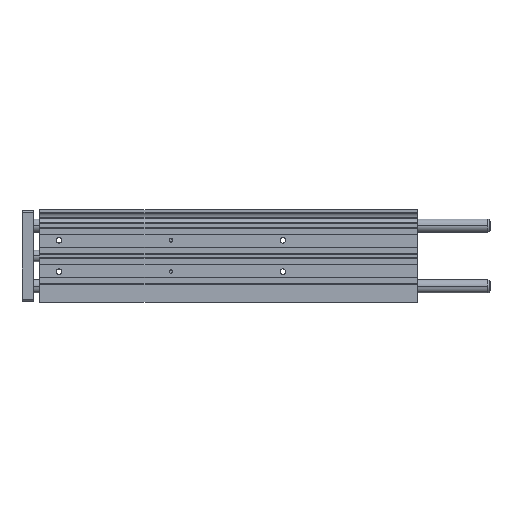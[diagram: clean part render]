
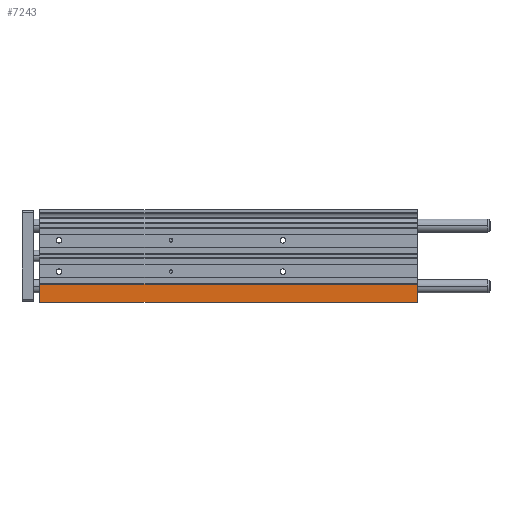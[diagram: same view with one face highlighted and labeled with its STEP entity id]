
A CAD part, top view. The second image highlights one B-rep face of the part: STEP entity #7243.
In plain terms, the highlighted planar face has unit normal (0, 0, 1).
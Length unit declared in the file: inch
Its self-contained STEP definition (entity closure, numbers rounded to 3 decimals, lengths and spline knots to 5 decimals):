
#311 = EDGE_CURVE ( 'NONE', #6500, #5147, #8383, .T. ) ;
#779 = DIRECTION ( 'NONE',  ( -1., 0., 0. ) ) ;
#1474 = VECTOR ( 'NONE', #6654, 39.37008 ) ;
#1660 = CARTESIAN_POINT ( 'NONE',  ( 13.26772, -0.99213, 0.70866 ) ) ;
#1958 = EDGE_CURVE ( 'NONE', #8326, #6500, #3730, .T. ) ;
#2354 = ORIENTED_EDGE ( 'NONE', *, *, #2961, .F. ) ;
#2948 = ORIENTED_EDGE ( 'NONE', *, *, #311, .T. ) ;
#2961 = EDGE_CURVE ( 'NONE', #9918, #5147, #9134, .T. ) ;
#3365 = VECTOR ( 'NONE', #7076, 39.37008 ) ;
#3686 = VECTOR ( 'NONE', #4373, 39.37008 ) ;
#3730 = LINE ( 'NONE', #8791, #3365 ) ;
#4181 = CARTESIAN_POINT ( 'NONE',  ( 13.26772, -1.63386, 0.70866 ) ) ;
#4373 = DIRECTION ( 'NONE',  ( 0., -1., 0. ) ) ;
#4497 = DIRECTION ( 'NONE',  ( 0., 0., -1. ) ) ;
#4499 = CARTESIAN_POINT ( 'NONE',  ( 13.26772, -0.99213, 0.70866 ) ) ;
#4597 = PLANE ( 'NONE',  #8304 ) ;
#4727 = CARTESIAN_POINT ( 'NONE',  ( 0., -0.99213, 0.70866 ) ) ;
#5147 = VERTEX_POINT ( 'NONE', #5242 ) ;
#5242 = CARTESIAN_POINT ( 'NONE',  ( 0., -1.63386, 0.70866 ) ) ;
#6489 = CARTESIAN_POINT ( 'NONE',  ( 13.26772, -1.63386, 0.70866 ) ) ;
#6500 = VERTEX_POINT ( 'NONE', #4727 ) ;
#6654 = DIRECTION ( 'NONE',  ( 0., -1., 0. ) ) ;
#6926 = EDGE_LOOP ( 'NONE', ( #2948, #2354, #9672, #9421 ) ) ;
#7076 = DIRECTION ( 'NONE',  ( -1., 0., 0. ) ) ;
#7243 = ADVANCED_FACE ( 'NONE', ( #9661 ), #4597, .F. ) ;
#7705 = LINE ( 'NONE', #1660, #1474 ) ;
#7844 = DIRECTION ( 'NONE',  ( 0., -1., 0. ) ) ;
#8304 = AXIS2_PLACEMENT_3D ( 'NONE', #10519, #4497, #7844 ) ;
#8326 = VERTEX_POINT ( 'NONE', #4499 ) ;
#8383 = LINE ( 'NONE', #9216, #3686 ) ;
#8791 = CARTESIAN_POINT ( 'NONE',  ( 13.26772, -0.99213, 0.70866 ) ) ;
#8947 = EDGE_CURVE ( 'NONE', #8326, #9918, #7705, .T. ) ;
#9134 = LINE ( 'NONE', #6489, #9719 ) ;
#9216 = CARTESIAN_POINT ( 'NONE',  ( 0., -0.99213, 0.70866 ) ) ;
#9421 = ORIENTED_EDGE ( 'NONE', *, *, #1958, .T. ) ;
#9661 = FACE_OUTER_BOUND ( 'NONE', #6926, .T. ) ;
#9672 = ORIENTED_EDGE ( 'NONE', *, *, #8947, .F. ) ;
#9719 = VECTOR ( 'NONE', #779, 39.37008 ) ;
#9918 = VERTEX_POINT ( 'NONE', #4181 ) ;
#10519 = CARTESIAN_POINT ( 'NONE',  ( 13.26772, -0.99213, 0.70866 ) ) ;
